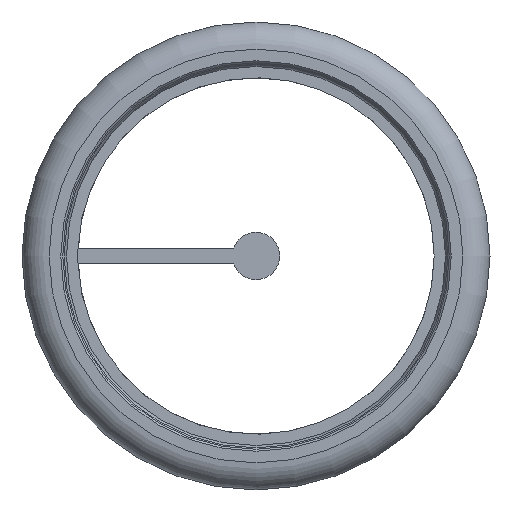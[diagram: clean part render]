
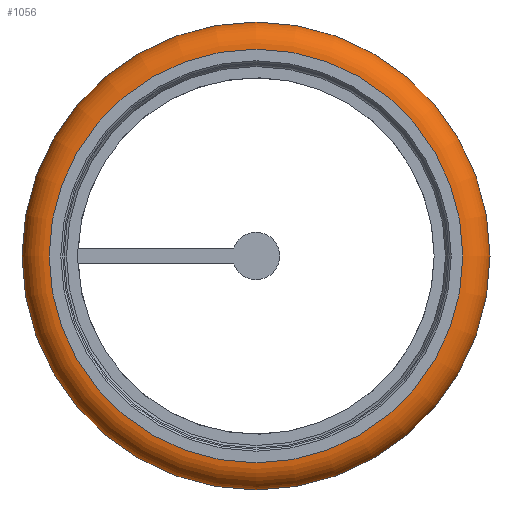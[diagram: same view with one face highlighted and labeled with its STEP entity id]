
A CAD part, left-side view. The second image highlights one B-rep face of the part: STEP entity #1056.
In plain terms, the highlighted toroidal (fillet/blend) face has major radius 41.85 mm and minor radius 5.5 mm.
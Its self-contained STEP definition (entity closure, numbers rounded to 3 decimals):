
#26=TOROIDAL_SURFACE($,#1165,41.85,5.5);
#73=FACE_BOUND($,#277,.T.);
#197=FACE_OUTER_BOUND($,#276,.T.);
#276=EDGE_LOOP($,(#797));
#277=EDGE_LOOP($,(#798));
#479=CIRCLE($,#1163,46.063);
#481=CIRCLE($,#1166,41.85);
#579=VERTEX_POINT($,#1785);
#581=VERTEX_POINT($,#1790);
#683=EDGE_CURVE($,#579,#579,#479,.T.);
#685=EDGE_CURVE($,#581,#581,#481,.T.);
#797=ORIENTED_EDGE($,*,*,#685,.F.);
#798=ORIENTED_EDGE($,*,*,#683,.T.);
#1056=ADVANCED_FACE($,(#197,#73),#26,.T.);
#1163=AXIS2_PLACEMENT_3D($,#1786,#1382,#1383);
#1165=AXIS2_PLACEMENT_3D($,#1789,#1386,#1387);
#1166=AXIS2_PLACEMENT_3D($,#1791,#1388,#1389);
#1382=DIRECTION('center_axis',(-1.,0.,0.));
#1383=DIRECTION('ref_axis',(0.,0.,1.));
#1386=DIRECTION('center_axis',(-1.,0.,0.));
#1387=DIRECTION('ref_axis',(0.,0.,1.));
#1388=DIRECTION('center_axis',(-1.,0.,0.));
#1389=DIRECTION('ref_axis',(0.,0.,1.));
#1785=CARTESIAN_POINT('',(9.035,0.,46.063));
#1786=CARTESIAN_POINT('Origin',(9.035,0.,0.));
#1789=CARTESIAN_POINT('Origin',(5.5,0.,0.));
#1790=CARTESIAN_POINT('',(0.,0.,41.85));
#1791=CARTESIAN_POINT('Origin',(0.,0.,0.));
